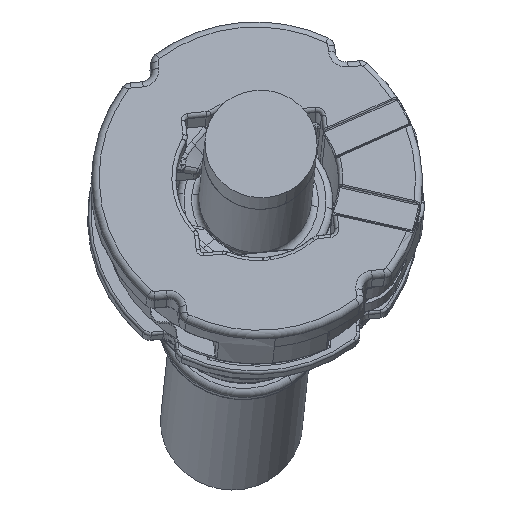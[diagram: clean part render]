
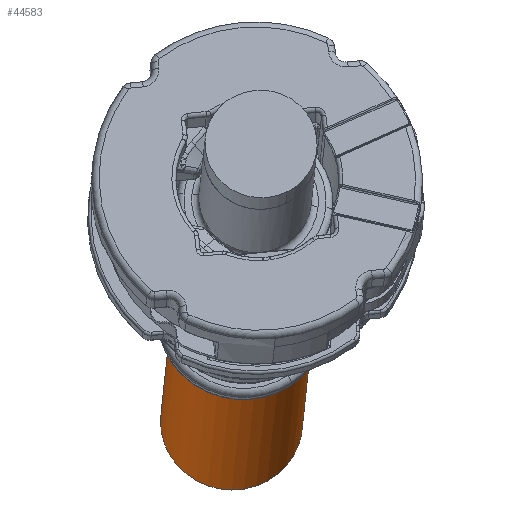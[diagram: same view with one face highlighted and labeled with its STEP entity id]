
A CAD part, left-side view. The second image highlights one B-rep face of the part: STEP entity #44583.
In plain terms, the highlighted cylindrical face has radius 5 mm (diameter 10 mm), a partial arc.
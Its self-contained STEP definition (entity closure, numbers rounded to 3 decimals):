
#44530=AXIS2_PLACEMENT_3D('Cylinder Axis2P3D',#44527,#44528,#44529) ;
#44569=AXIS2_PLACEMENT_3D('Circle Axis2P3D',#44567,#44568,$) ;
#44574=AXIS2_PLACEMENT_3D('Circle Axis2P3D',#44572,#44573,$) ;
#44527=CARTESIAN_POINT('Axis2P3D Location',(72.318,0.152,-30.242)) ;
#44536=CARTESIAN_POINT('Vertex',(84.133,5.53,-33.809)) ;
#44538=CARTESIAN_POINT('Vertex',(84.438,-4.465,-33.854)) ;
#44541=CARTESIAN_POINT('Line Origine',(72.165,5.149,-30.22)) ;
#44545=CARTESIAN_POINT('Vertex',(60.198,4.769,-26.631)) ;
#44552=CARTESIAN_POINT('Vertex',(60.503,-5.227,-26.675)) ;
#44555=CARTESIAN_POINT('Line Origine',(72.47,-4.846,-30.265)) ;
#44567=CARTESIAN_POINT('Axis2P3D Location',(84.285,0.533,-33.832)) ;
#44572=CARTESIAN_POINT('Axis2P3D Location',(60.35,-0.229,-26.653)) ;
#44528=DIRECTION('Axis2P3D Direction',(0.957,0.03,-0.287)) ;
#44529=DIRECTION('Axis2P3D XDirection',(-0.03,1.,0.004)) ;
#44542=DIRECTION('Vector Direction',(0.957,0.03,-0.287)) ;
#44556=DIRECTION('Vector Direction',(0.957,0.03,-0.287)) ;
#44568=DIRECTION('Axis2P3D Direction',(0.957,0.03,-0.287)) ;
#44573=DIRECTION('Axis2P3D Direction',(0.957,0.03,-0.287)) ;
#44543=VECTOR('Line Direction',#44542,1.) ;
#44557=VECTOR('Line Direction',#44556,1.) ;
#44578=ORIENTED_EDGE('',*,*,#44571,.F.) ;
#44579=ORIENTED_EDGE('',*,*,#44559,.T.) ;
#44580=ORIENTED_EDGE('',*,*,#44576,.T.) ;
#44581=ORIENTED_EDGE('',*,*,#44547,.F.) ;
#44583=ADVANCED_FACE('Hose NW4',(#44582),#44531,.T.) ;
#44570=CIRCLE('generated circle',#44569,5.) ;
#44575=CIRCLE('generated circle',#44574,5.) ;
#44531=CYLINDRICAL_SURFACE('generated cylinder',#44530,5.) ;
#44547=EDGE_CURVE('',#44537,#44546,#44544,.F.) ;
#44559=EDGE_CURVE('',#44539,#44553,#44558,.F.) ;
#44571=EDGE_CURVE('',#44539,#44537,#44570,.T.) ;
#44576=EDGE_CURVE('',#44553,#44546,#44575,.T.) ;
#44577=EDGE_LOOP('',(#44578,#44579,#44580,#44581)) ;
#44582=FACE_OUTER_BOUND('',#44577,.T.) ;
#44544=LINE('Line',#44541,#44543) ;
#44558=LINE('Line',#44555,#44557) ;
#44537=VERTEX_POINT('',#44536) ;
#44539=VERTEX_POINT('',#44538) ;
#44546=VERTEX_POINT('',#44545) ;
#44553=VERTEX_POINT('',#44552) ;
